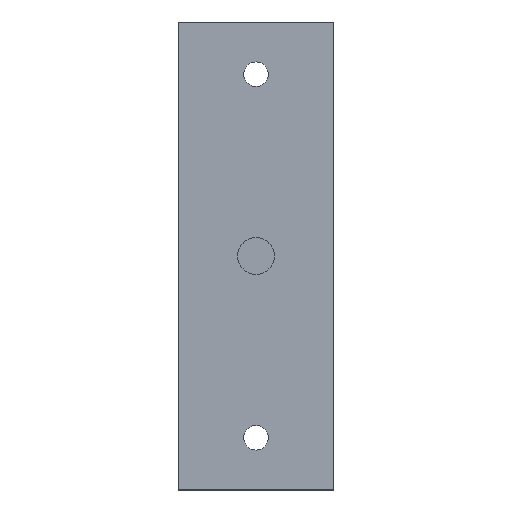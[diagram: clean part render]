
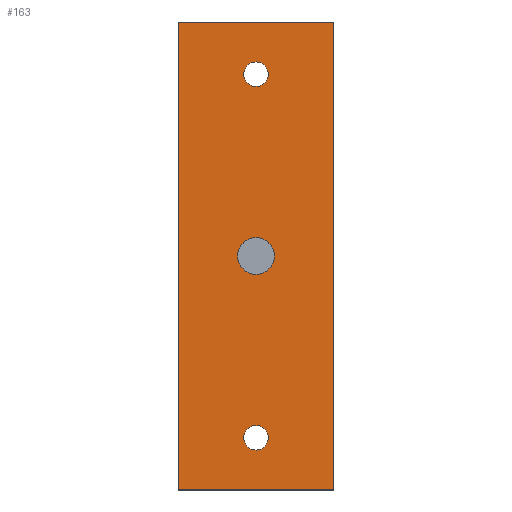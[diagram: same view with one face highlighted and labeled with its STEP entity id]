
A CAD part, top view. The second image highlights one B-rep face of the part: STEP entity #163.
In plain terms, the highlighted planar face has unit normal (0, 0, 1).
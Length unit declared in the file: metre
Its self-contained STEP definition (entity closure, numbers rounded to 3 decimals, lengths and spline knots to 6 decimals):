
#12=CIRCLE('',#183,0.002);
#15=CIRCLE('',#187,0.003);
#16=CIRCLE('',#189,0.002);
#43=ORIENTED_EDGE('',*,*,#71,.T.);
#44=ORIENTED_EDGE('',*,*,#70,.F.);
#45=ORIENTED_EDGE('',*,*,#67,.F.);
#46=ORIENTED_EDGE('',*,*,#59,.F.);
#47=ORIENTED_EDGE('',*,*,#63,.T.);
#48=ORIENTED_EDGE('',*,*,#66,.T.);
#49=ORIENTED_EDGE('',*,*,#74,.F.);
#59=EDGE_CURVE('',#77,#78,#91,.T.);
#63=EDGE_CURVE('',#77,#80,#95,.T.);
#66=EDGE_CURVE('',#80,#82,#98,.T.);
#67=EDGE_CURVE('',#83,#83,#12,.T.);
#70=EDGE_CURVE('',#86,#86,#15,.T.);
#71=EDGE_CURVE('',#87,#87,#16,.T.);
#74=EDGE_CURVE('',#78,#82,#100,.T.);
#77=VERTEX_POINT('',#247);
#78=VERTEX_POINT('',#249);
#80=VERTEX_POINT('',#255);
#82=VERTEX_POINT('',#261);
#83=VERTEX_POINT('',#265);
#86=VERTEX_POINT('',#272);
#87=VERTEX_POINT('',#275);
#91=LINE('',#248,#103);
#95=LINE('',#256,#107);
#98=LINE('',#262,#110);
#100=LINE('',#280,#112);
#103=VECTOR('',#201,1.);
#107=VECTOR('',#207,1.);
#110=VECTOR('',#212,1.);
#112=VECTOR('',#234,1.);
#123=EDGE_LOOP('',(#43));
#124=EDGE_LOOP('',(#44));
#125=EDGE_LOOP('',(#45));
#126=EDGE_LOOP('',(#46,#47,#48,#49));
#141=FACE_BOUND('',#123,.T.);
#142=FACE_BOUND('',#124,.T.);
#143=FACE_BOUND('',#125,.T.);
#144=FACE_BOUND('',#126,.T.);
#153=PLANE('',#192);
#163=ADVANCED_FACE('',(#141,#142,#143,#144),#153,.T.);
#183=AXIS2_PLACEMENT_3D('',#264,#215,#216);
#187=AXIS2_PLACEMENT_3D('',#271,#223,#224);
#189=AXIS2_PLACEMENT_3D('',#274,#227,#228);
#192=AXIS2_PLACEMENT_3D('',#281,#235,#236);
#201=DIRECTION('',(1.,0.,0.));
#207=DIRECTION('',(0.,-1.,0.));
#212=DIRECTION('',(1.,0.,0.));
#215=DIRECTION('',(0.,0.,1.));
#216=DIRECTION('',(1.,0.,0.));
#223=DIRECTION('',(0.,0.,1.));
#224=DIRECTION('',(1.,0.,0.));
#227=DIRECTION('',(0.,0.,-1.));
#228=DIRECTION('',(1.,0.,0.));
#234=DIRECTION('',(0.,-1.,0.));
#235=DIRECTION('',(0.,0.,1.));
#236=DIRECTION('',(1.,0.,0.));
#247=CARTESIAN_POINT('',(-0.0127,0.0381,0.005));
#248=CARTESIAN_POINT('',(0.,0.0381,0.005));
#249=CARTESIAN_POINT('',(0.0127,0.0381,0.005));
#255=CARTESIAN_POINT('',(-0.0127,-0.0381,0.005));
#256=CARTESIAN_POINT('',(-0.0127,0.,0.005));
#261=CARTESIAN_POINT('',(0.0127,-0.0381,0.005));
#262=CARTESIAN_POINT('',(0.,-0.0381,0.005));
#264=CARTESIAN_POINT('',(0.,0.0296,0.005));
#265=CARTESIAN_POINT('',(0.002,0.0296,0.005));
#271=CARTESIAN_POINT('',(0.,0.,0.005));
#272=CARTESIAN_POINT('',(0.003,0.,0.005));
#274=CARTESIAN_POINT('',(0.,-0.0296,0.005));
#275=CARTESIAN_POINT('',(0.002,-0.0296,0.005));
#280=CARTESIAN_POINT('',(0.0127,0.,0.005));
#281=CARTESIAN_POINT('',(0.,0.,0.005));
